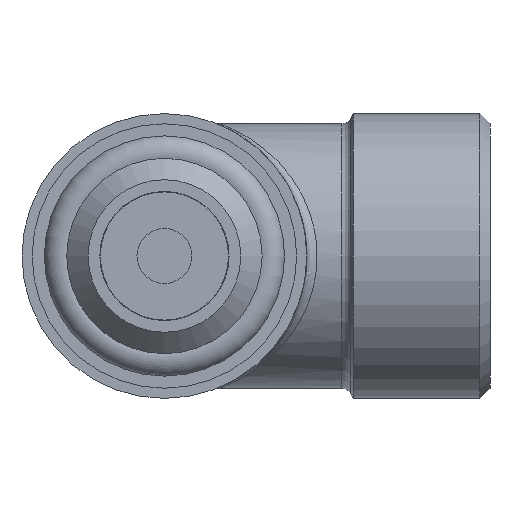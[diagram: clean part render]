
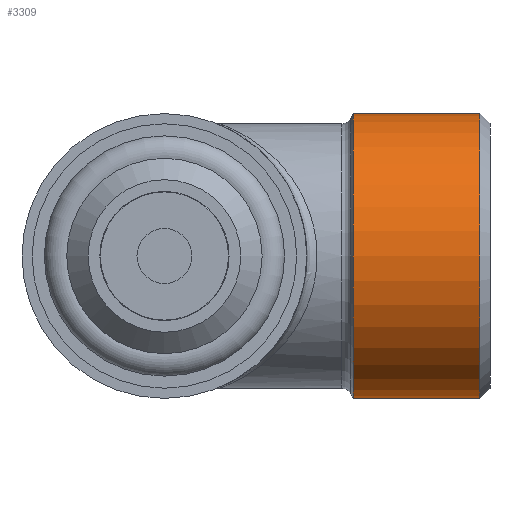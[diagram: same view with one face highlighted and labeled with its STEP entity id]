
A CAD part, front view. The second image highlights one B-rep face of the part: STEP entity #3309.
In plain terms, the highlighted cylindrical face has radius 7 mm (diameter 14 mm), a full revolution.
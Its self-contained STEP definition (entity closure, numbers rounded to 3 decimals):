
#2453=CARTESIAN_POINT('',(9.289,15.4,7.));
#2454=VERTEX_POINT('',#2453);
#2455=CARTESIAN_POINT('',(9.289,15.4,0.0));
#2456=DIRECTION('',(1.0,0.0,0.0));
#2457=DIRECTION('',(0.0,0.0,-1.0));
#2458=AXIS2_PLACEMENT_3D('',#2455,#2456,#2457);
#2459=CIRCLE('',#2458,7.);
#2460=EDGE_CURVE('',#2454,#2454,#2459,.T.);
#3290=CARTESIAN_POINT('',(-1.207,15.4,0.0));
#3291=DIRECTION('',(-1.0,0.0,0.0));
#3292=DIRECTION('',(0.0,0.0,1.0));
#3293=AXIS2_PLACEMENT_3D('',#3290,#3291,#3292);
#3294=CYLINDRICAL_SURFACE('',#3293,7.);
#3295=CARTESIAN_POINT('',(15.5,15.4,7.));
#3296=VERTEX_POINT('',#3295);
#3297=CARTESIAN_POINT('',(15.5,15.4,0.0));
#3298=DIRECTION('',(-1.0,0.0,0.0));
#3299=DIRECTION('',(0.0,0.0,1.0));
#3300=AXIS2_PLACEMENT_3D('',#3297,#3298,#3299);
#3301=CIRCLE('',#3300,7.);
#3302=EDGE_CURVE('',#3296,#3296,#3301,.T.);
#3303=ORIENTED_EDGE('',*,*,#3302,.T.);
#3304=EDGE_LOOP('',(#3303));
#3305=FACE_OUTER_BOUND('',#3304,.T.);
#3306=ORIENTED_EDGE('',*,*,#2460,.T.);
#3307=EDGE_LOOP('',(#3306));
#3308=FACE_BOUND('',#3307,.T.);
#3309=ADVANCED_FACE('',(#3305,#3308),#3294,.T.);
